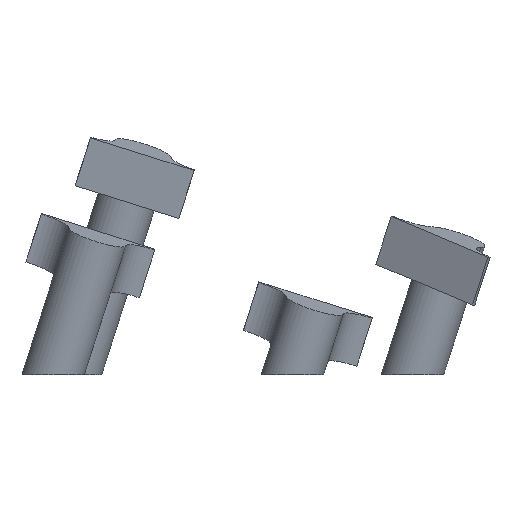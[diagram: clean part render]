
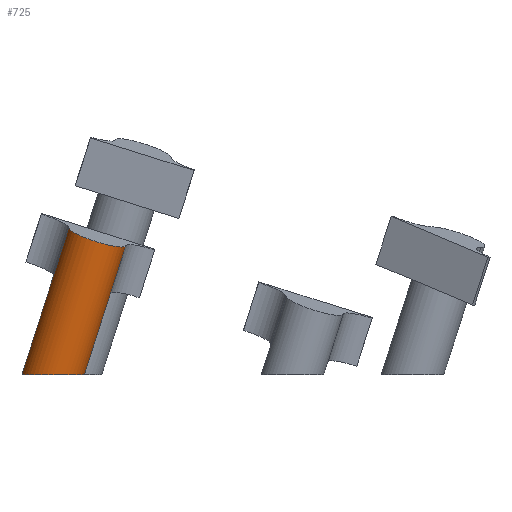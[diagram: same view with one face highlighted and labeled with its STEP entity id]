
A CAD part, left-side view. The second image highlights one B-rep face of the part: STEP entity #725.
In plain terms, the highlighted cylindrical face has radius 7 mm (diameter 14 mm), a full revolution.
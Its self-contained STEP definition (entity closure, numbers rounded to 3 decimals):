
#650=CARTESIAN_POINT('',(-85.916,52.35,13.591));
#651=DIRECTION('',(0.164,0.3,-0.94));
#652=DIRECTION('',(-0.986,0.025,-0.164));
#653=AXIS2_PLACEMENT_3D('',#650,#651,#652);
#654=CYLINDRICAL_SURFACE('',#653,7.);
#655=CARTESIAN_POINT('',(-87.015,63.123,-20.75));
#656=VERTEX_POINT('',#655);
#657=CARTESIAN_POINT('',(-92.49,53.128,10.562));
#658=VERTEX_POINT('',#657);
#659=CARTESIAN_POINT('',(-87.015,63.123,-20.75));
#660=DIRECTION('',(-0.164,-0.3,0.94));
#661=VECTOR('',#660,33.321);
#662=LINE('',#659,#661);
#663=EDGE_CURVE('',#656,#658,#662,.T.);
#664=ORIENTED_EDGE('',*,*,#663,.T.);
#665=CARTESIAN_POINT('',(-85.766,59.625,13.812));
#666=VERTEX_POINT('',#665);
#667=CARTESIAN_POINT('',(-85.588,52.95,11.712));
#668=DIRECTION('',(-0.164,-0.3,0.94));
#669=DIRECTION('',(-0.,-0.953,-0.304));
#670=AXIS2_PLACEMENT_3D('',#667,#668,#669);
#671=CIRCLE('',#670,7.);
#672=EDGE_CURVE('',#666,#658,#671,.T.);
#673=ORIENTED_EDGE('',*,*,#672,.F.);
#674=CARTESIAN_POINT('',(-83.794,63.225,2.535));
#675=VERTEX_POINT('',#674);
#676=CARTESIAN_POINT('',(-83.794,63.225,2.535));
#677=DIRECTION('',(-0.164,-0.3,0.94));
#678=VECTOR('',#677,12.);
#679=LINE('',#676,#678);
#680=EDGE_CURVE('',#675,#666,#679,.T.);
#681=ORIENTED_EDGE('',*,*,#680,.F.);
#682=CARTESIAN_POINT('',(-83.438,49.874,-1.664));
#683=VERTEX_POINT('',#682);
#684=CARTESIAN_POINT('',(-83.616,56.55,0.436));
#685=DIRECTION('',(0.164,0.3,-0.94));
#686=DIRECTION('',(-0.,-0.953,-0.304));
#687=AXIS2_PLACEMENT_3D('',#684,#685,#686);
#688=CIRCLE('',#687,7.);
#689=EDGE_CURVE('',#675,#683,#688,.T.);
#690=ORIENTED_EDGE('',*,*,#689,.T.);
#691=CARTESIAN_POINT('',(-85.41,46.275,9.612));
#692=VERTEX_POINT('',#691);
#693=CARTESIAN_POINT('',(-83.438,49.874,-1.664));
#694=DIRECTION('',(-0.164,-0.3,0.94));
#695=VECTOR('',#694,12.);
#696=LINE('',#693,#695);
#697=EDGE_CURVE('',#683,#692,#696,.T.);
#698=ORIENTED_EDGE('',*,*,#697,.T.);
#699=CARTESIAN_POINT('',(-85.588,52.95,11.712));
#700=DIRECTION('',(-0.164,-0.3,0.94));
#701=DIRECTION('',(-0.,-0.953,-0.304));
#702=AXIS2_PLACEMENT_3D('',#699,#700,#701);
#703=CIRCLE('',#702,7.);
#704=EDGE_CURVE('',#658,#692,#703,.T.);
#705=ORIENTED_EDGE('',*,*,#704,.F.);
#706=ORIENTED_EDGE('',*,*,#663,.F.);
#707=CARTESIAN_POINT('',(-76.332,69.846,-20.75));
#708=VERTEX_POINT('',#707);
#709=CARTESIAN_POINT('',(-79.911,63.312,-20.75));
#710=DIRECTION('',(0.,-0.,1.));
#711=DIRECTION('',(0.48,0.877,0.));
#712=AXIS2_PLACEMENT_3D('',#709,#710,#711);
#713=ELLIPSE('',#712,7.449,7.);
#714=EDGE_CURVE('',#656,#708,#713,.T.);
#715=ORIENTED_EDGE('',*,*,#714,.T.);
#716=CARTESIAN_POINT('',(-79.911,63.312,-20.75));
#717=DIRECTION('',(0.,-0.,1.));
#718=DIRECTION('',(0.48,0.877,0.));
#719=AXIS2_PLACEMENT_3D('',#716,#717,#718);
#720=ELLIPSE('',#719,7.449,7.);
#721=EDGE_CURVE('',#708,#656,#720,.T.);
#722=ORIENTED_EDGE('',*,*,#721,.T.);
#723=EDGE_LOOP('',(#664,#673,#681,#690,#698,#705,#706,#715,#722));
#724=FACE_BOUND('',#723,.T.);
#725=ADVANCED_FACE('',(#724),#654,.T.);
